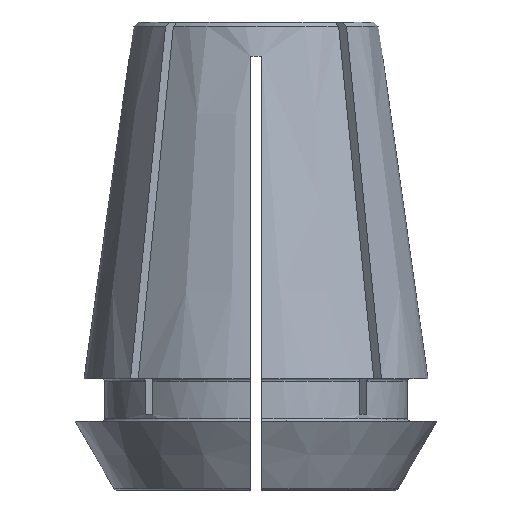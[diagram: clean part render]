
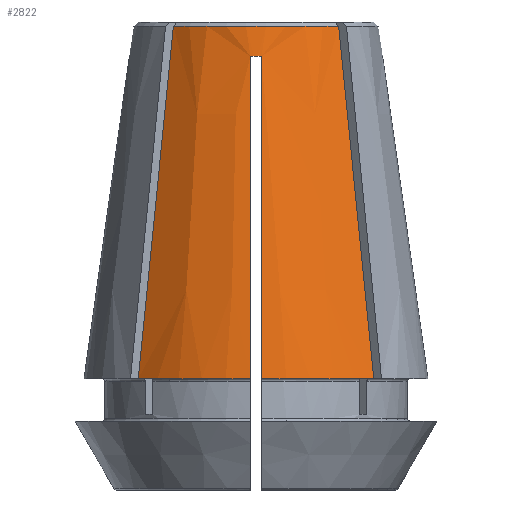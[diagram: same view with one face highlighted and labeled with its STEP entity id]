
A CAD part, left-side view. The second image highlights one B-rep face of the part: STEP entity #2822.
In plain terms, the highlighted conical face has half-angle 8 degrees and reference radius 8.86 mm.
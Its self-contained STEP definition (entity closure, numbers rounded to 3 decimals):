
#31=CONICAL_SURFACE('',#3109,8.86,0.14);
#114=CIRCLE('',#2914,9.211);
#226=CIRCLE('',#3110,8.902);
#227=CIRCLE('',#3111,12.5);
#228=CIRCLE('',#3112,12.5);
#1185=ORIENTED_EDGE('',*,*,#1889,.F.);
#1186=ORIENTED_EDGE('',*,*,#1890,.T.);
#1187=ORIENTED_EDGE('',*,*,#1891,.T.);
#1188=ORIENTED_EDGE('',*,*,#1647,.F.);
#1189=ORIENTED_EDGE('',*,*,#1644,.F.);
#1190=ORIENTED_EDGE('',*,*,#1682,.T.);
#1191=ORIENTED_EDGE('',*,*,#1892,.T.);
#1192=ORIENTED_EDGE('',*,*,#1893,.F.);
#1644=EDGE_CURVE('',#2082,#2083,#114,.T.);
#1647=EDGE_CURVE('',#2083,#2085,#2301,.T.);
#1682=EDGE_CURVE('',#2082,#2118,#2314,.T.);
#1889=EDGE_CURVE('',#2238,#2239,#226,.T.);
#1890=EDGE_CURVE('',#2238,#2240,#2346,.T.);
#1891=EDGE_CURVE('',#2240,#2085,#227,.T.);
#1892=EDGE_CURVE('',#2118,#2241,#228,.T.);
#1893=EDGE_CURVE('',#2239,#2241,#2347,.T.);
#2082=VERTEX_POINT('',#4365);
#2083=VERTEX_POINT('',#4367);
#2085=VERTEX_POINT('',#4382);
#2118=VERTEX_POINT('',#4488);
#2238=VERTEX_POINT('',#5011);
#2239=VERTEX_POINT('',#5012);
#2240=VERTEX_POINT('',#5020);
#2241=VERTEX_POINT('',#5023);
#2301=B_SPLINE_CURVE_WITH_KNOTS('',3,(#4372,#4373,#4374,#4375,#4376,#4377,
#4378,#4379,#4380,#4381),.UNSPECIFIED.,.F.,.F.,(4,3,3,4),(0.014,
0.017,0.034,0.038),.UNSPECIFIED.);
#2314=B_SPLINE_CURVE_WITH_KNOTS('',3,(#4489,#4490,#4491,#4492,#4493,#4494,
#4495,#4496,#4497,#4498),.UNSPECIFIED.,.F.,.F.,(4,3,3,4),(0.014,
0.017,0.034,0.038),.UNSPECIFIED.);
#2346=B_SPLINE_CURVE_WITH_KNOTS('',3,(#5013,#5014,#5015,#5016,#5017,#5018,
#5019),.UNSPECIFIED.,.F.,.F.,(4,3,4),(0.,0.016,
0.026),.UNSPECIFIED.);
#2347=B_SPLINE_CURVE_WITH_KNOTS('',3,(#5024,#5025,#5026,#5027,#5028,#5029,
#5030),.UNSPECIFIED.,.F.,.F.,(4,3,4),(0.,0.016,
0.026),.UNSPECIFIED.);
#2458=EDGE_LOOP('',(#1185,#1186,#1187,#1188,#1189,#1190,#1191,#1192));
#2606=FACE_BOUND('',#2458,.T.);
#2822=ADVANCED_FACE('',(#2606),#31,.T.);
#2914=AXIS2_PLACEMENT_3D('',#4366,#3314,#3315);
#3109=AXIS2_PLACEMENT_3D('',#5009,#3792,#3793);
#3110=AXIS2_PLACEMENT_3D('',#5010,#3794,#3795);
#3111=AXIS2_PLACEMENT_3D('',#5021,#3796,#3797);
#3112=AXIS2_PLACEMENT_3D('',#5022,#3798,#3799);
#3314=DIRECTION('',(0.,0.,-1.));
#3315=DIRECTION('',(-1.,0.,0.));
#3792=DIRECTION('',(0.,0.,-1.));
#3793=DIRECTION('',(-1.,0.,0.));
#3794=DIRECTION('',(0.,0.,1.));
#3795=DIRECTION('',(1.,0.,0.));
#3796=DIRECTION('',(0.,0.,1.));
#3797=DIRECTION('',(1.,0.,0.));
#3798=DIRECTION('',(0.,0.,1.));
#3799=DIRECTION('',(1.,0.,0.));
#4365=CARTESIAN_POINT('',(-9.203,-0.4,26.5));
#4366=CARTESIAN_POINT('',(0.,0.,26.5));
#4367=CARTESIAN_POINT('',(-9.203,0.4,26.5));
#4372=CARTESIAN_POINT('',(-9.203,0.4,26.5));
#4373=CARTESIAN_POINT('',(-9.338,0.4,25.536));
#4374=CARTESIAN_POINT('',(-9.474,0.4,24.572));
#4375=CARTESIAN_POINT('',(-9.609,0.4,23.608));
#4376=CARTESIAN_POINT('',(-10.393,0.4,18.034));
#4377=CARTESIAN_POINT('',(-11.177,0.4,12.461));
#4378=CARTESIAN_POINT('',(-11.961,0.4,6.887));
#4379=CARTESIAN_POINT('',(-12.139,0.4,5.625));
#4380=CARTESIAN_POINT('',(-12.316,0.4,4.362));
#4381=CARTESIAN_POINT('',(-12.494,0.4,3.1));
#4382=CARTESIAN_POINT('',(-12.494,0.4,3.1));
#4488=CARTESIAN_POINT('',(-12.494,-0.4,3.1));
#4489=CARTESIAN_POINT('',(-9.203,-0.4,26.5));
#4490=CARTESIAN_POINT('',(-9.338,-0.4,25.536));
#4491=CARTESIAN_POINT('',(-9.474,-0.4,24.572));
#4492=CARTESIAN_POINT('',(-9.609,-0.4,23.608));
#4493=CARTESIAN_POINT('',(-10.393,-0.4,18.034));
#4494=CARTESIAN_POINT('',(-11.177,-0.4,12.461));
#4495=CARTESIAN_POINT('',(-11.961,-0.4,6.887));
#4496=CARTESIAN_POINT('',(-12.139,-0.4,5.625));
#4497=CARTESIAN_POINT('',(-12.316,-0.4,4.362));
#4498=CARTESIAN_POINT('',(-12.494,-0.4,3.1));
#5009=CARTESIAN_POINT('',(0.,0.,29.));
#5010=CARTESIAN_POINT('',(0.,0.,28.703));
#5011=CARTESIAN_POINT('',(-6.571,6.005,28.703));
#5012=CARTESIAN_POINT('',(-6.571,-6.005,28.703));
#5013=CARTESIAN_POINT('',(-6.571,6.005,28.703));
#5014=CARTESIAN_POINT('',(-7.084,6.518,23.544));
#5015=CARTESIAN_POINT('',(-7.597,7.031,18.386));
#5016=CARTESIAN_POINT('',(-8.11,7.544,13.227));
#5017=CARTESIAN_POINT('',(-8.446,7.88,9.851));
#5018=CARTESIAN_POINT('',(-8.782,8.216,6.476));
#5019=CARTESIAN_POINT('',(-9.117,8.551,3.1));
#5020=CARTESIAN_POINT('',(-9.117,8.551,3.1));
#5021=CARTESIAN_POINT('',(0.,0.,3.1));
#5022=CARTESIAN_POINT('',(0.,0.,3.1));
#5023=CARTESIAN_POINT('',(-9.117,-8.551,3.1));
#5024=CARTESIAN_POINT('',(-6.571,-6.005,28.703));
#5025=CARTESIAN_POINT('',(-7.084,-6.518,23.544));
#5026=CARTESIAN_POINT('',(-7.597,-7.031,18.386));
#5027=CARTESIAN_POINT('',(-8.11,-7.544,13.227));
#5028=CARTESIAN_POINT('',(-8.446,-7.88,9.851));
#5029=CARTESIAN_POINT('',(-8.782,-8.216,6.476));
#5030=CARTESIAN_POINT('',(-9.117,-8.551,3.1));
